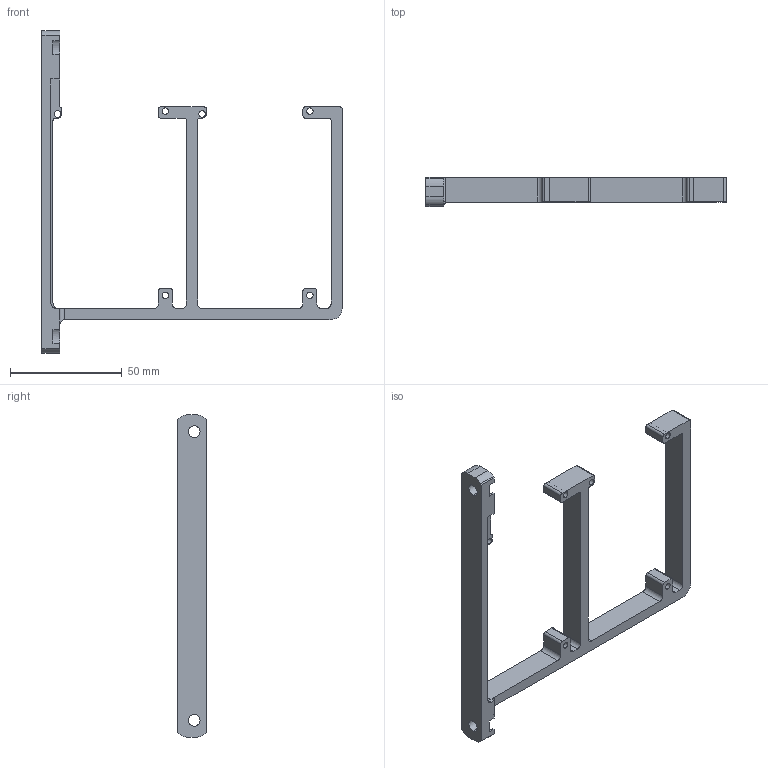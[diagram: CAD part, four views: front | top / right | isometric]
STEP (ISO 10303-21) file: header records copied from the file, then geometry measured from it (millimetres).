
FILE_DESCRIPTION (( 'STEP AP214' ), '1' );
FILE_NAME ('VORON Ramps Mount Left.STEP', '2018-11-30T09:40:47', ( '' ), ( '' ), 'SwSTEP 2.0', 'SolidWorks 2018', '' );
FILE_SCHEMA (( 'AUTOMOTIVE_DESIGN' ));
Length unit declared in the file: millimetre
Products named in the file (1): VORON Ramps Mount Left
Bounding box: 134.53 x 12.8 x 144.35 mm (x, y, z)
Volume: 29306.6 mm3; surface area: 17497.5 mm2
Topology: 1 solids, 1 shells, 104 faces, 305 edges, 203 vertices
Faces by surface type: cylinder 55, plane 49
Entity records: 3578 total; most frequent: CARTESIAN_POINT 640, DIRECTION 622, ORIENTED_EDGE 610, EDGE_CURVE 305, AXIS2_PLACEMENT_3D 215, VERTEX_POINT 203, VECTOR 192, LINE 192
